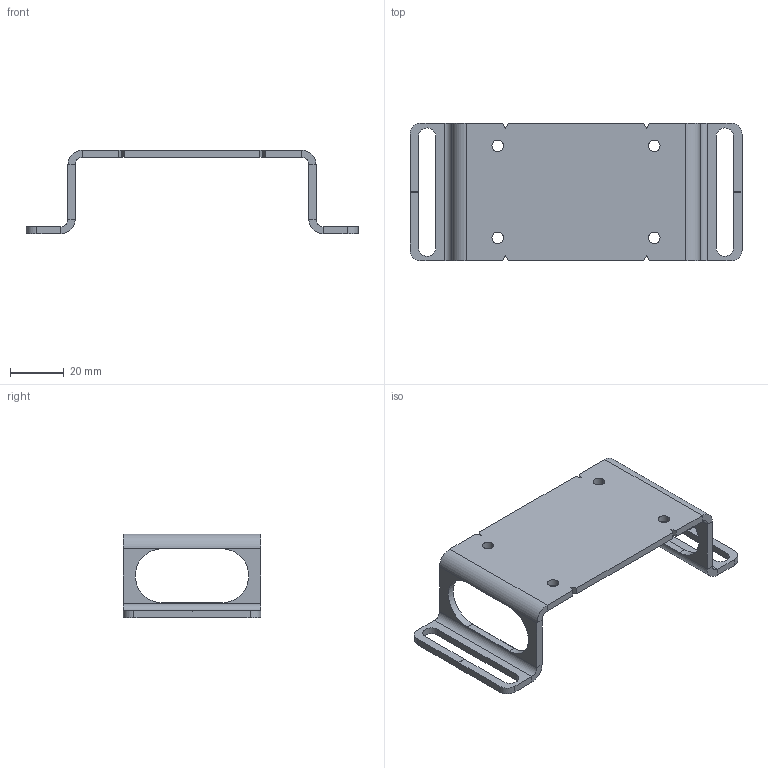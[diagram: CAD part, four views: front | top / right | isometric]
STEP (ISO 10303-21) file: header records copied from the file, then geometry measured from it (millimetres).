
FILE_DESCRIPTION((''),'2;1');
FILE_NAME('253979_SM01_ASM','2026-01-05T11:51:54',('banengservice'),('BANNER ENGINEERING'),'CREO PARAMETRIC BY PTC INC, 2022414','CREO PARAMETRIC BY PTC INC, 2022414','');
FILE_SCHEMA(('CONFIG_CONTROL_DESIGN'));
Length unit declared in the file: millimetre
Products named in the file (2): 253979_EP01; 253979_SM01_ASM
Assembly tree (1 placements, depth 2):
  253979_SM01_ASM
    253979_EP01
Bounding box: 123 x 51 x 31 mm (x, y, z)
Surface area: 15706.5 mm2 (no closed solid volume)
Topology: 0 solids, 1 shells, 86 faces, 232 edges, 144 vertices
Faces by surface type: plane 58, cylinder 28
Entity records: 2755 total; most frequent: DIRECTION 466, CARTESIAN_POINT 465, ORIENTED_EDGE 464, EDGE_CURVE 232, VECTOR 176, LINE 176, AXIS2_PLACEMENT_3D 145, VERTEX_POINT 144
